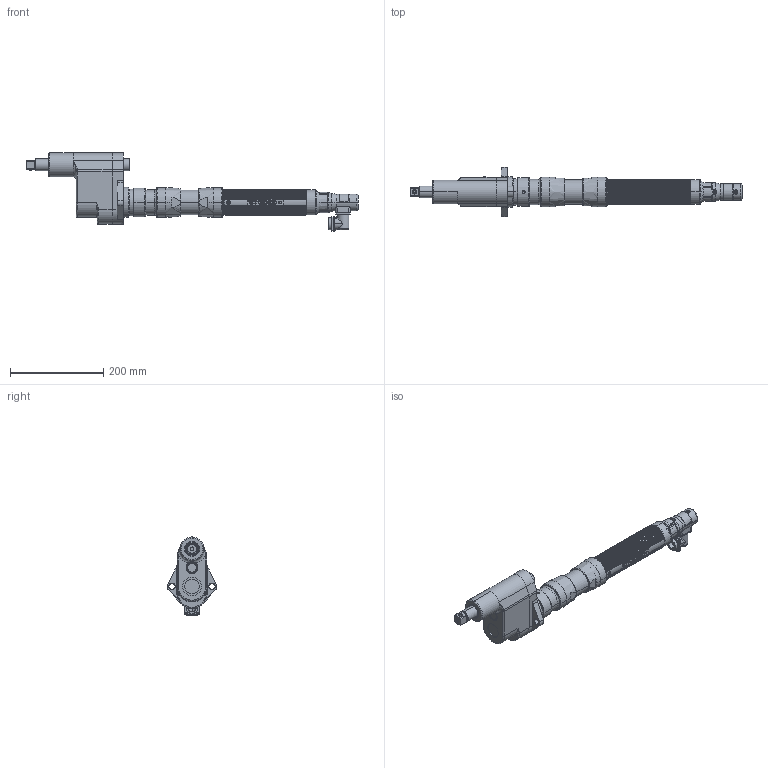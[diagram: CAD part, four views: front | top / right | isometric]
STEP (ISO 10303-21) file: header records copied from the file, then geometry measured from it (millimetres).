
FILE_DESCRIPTION((''),'2;1');
FILE_NAME('EB55MD3F1-290','2020-07-07T11:44:42',('EJF1116'),(''),'CREO PARAMETRIC BY PTC INC, 2017380','CREO PARAMETRIC BY PTC INC, 2017380','');
FILE_SCHEMA(('CONFIG_CONTROL_DESIGN'));
Products named in the file (1): EB55MD3F1-290
Bounding box: 711.54 x 106.35 x 167.23 mm (x, y, z)
Surface area: 378076 mm2 (no closed solid volume)
Topology: 0 solids, 170 shells, 1601 faces, 6346 edges, 4770 vertices
Faces by surface type: cylinder 630, plane 406, torus 218, cone 196, bspline 77, extrusion 74
Entity records: 87122 total; most frequent: CARTESIAN_POINT 37007, DIRECTION 9808, ORIENTED_EDGE 9541, EDGE_CURVE 6344, VERTEX_POINT 4770, AXIS2_PLACEMENT_3D 3457, VECTOR 2894, LINE 2820
